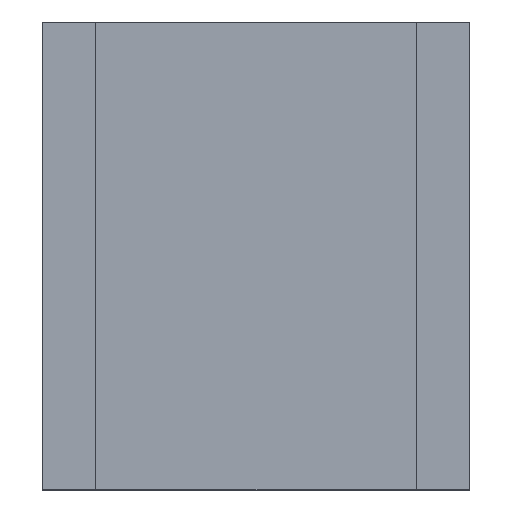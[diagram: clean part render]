
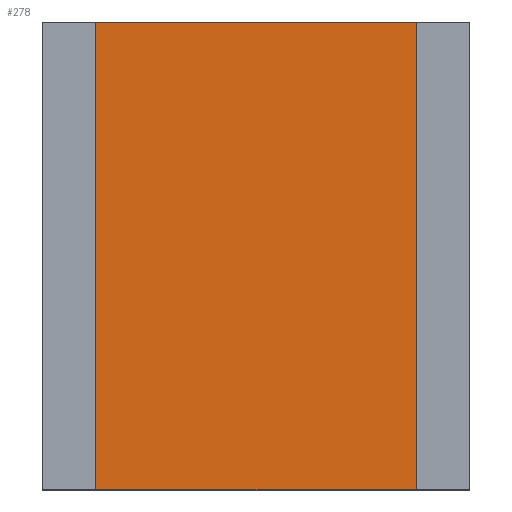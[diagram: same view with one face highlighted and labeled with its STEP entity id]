
A CAD part, top view. The second image highlights one B-rep face of the part: STEP entity #278.
In plain terms, the highlighted planar face has unit normal (0, 0, 1).
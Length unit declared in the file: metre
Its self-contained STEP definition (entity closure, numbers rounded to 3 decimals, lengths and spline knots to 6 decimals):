
#32=ORIENTED_EDGE('',*,*,#90,.F.);
#33=ORIENTED_EDGE('',*,*,#94,.T.);
#34=ORIENTED_EDGE('',*,*,#97,.T.);
#35=ORIENTED_EDGE('',*,*,#99,.F.);
#90=EDGE_CURVE('',#126,#127,#150,.T.);
#94=EDGE_CURVE('',#126,#129,#154,.T.);
#97=EDGE_CURVE('',#129,#131,#157,.T.);
#99=EDGE_CURVE('',#127,#131,#159,.T.);
#126=VERTEX_POINT('',#432);
#127=VERTEX_POINT('',#434);
#129=VERTEX_POINT('',#440);
#131=VERTEX_POINT('',#446);
#150=LINE('',#433,#186);
#154=LINE('',#441,#190);
#157=LINE('',#447,#193);
#159=LINE('',#450,#195);
#186=VECTOR('',#354,1.);
#190=VECTOR('',#360,1.);
#193=VECTOR('',#365,1.);
#195=VECTOR('',#369,1.);
#224=EDGE_LOOP('',(#32,#33,#34,#35));
#242=FACE_BOUND('',#224,.T.);
#260=PLANE('',#332);
#278=ADVANCED_FACE('',(#242),#260,.T.);
#332=AXIS2_PLACEMENT_3D('',#451,#370,#371);
#354=DIRECTION('',(1.,0.,0.));
#360=DIRECTION('',(0.,-1.,0.));
#365=DIRECTION('',(1.,0.,0.));
#369=DIRECTION('',(0.,-1.,0.));
#370=DIRECTION('',(0.,0.,1.));
#371=DIRECTION('',(1.,0.,0.));
#432=CARTESIAN_POINT('',(-0.0012,0.00175,0.0012));
#433=CARTESIAN_POINT('',(0.,0.00175,0.0012));
#434=CARTESIAN_POINT('',(0.0012,0.00175,0.0012));
#440=CARTESIAN_POINT('',(-0.0012,-0.00175,0.0012));
#441=CARTESIAN_POINT('',(-0.0012,0.,0.0012));
#446=CARTESIAN_POINT('',(0.0012,-0.00175,0.0012));
#447=CARTESIAN_POINT('',(0.,-0.00175,0.0012));
#450=CARTESIAN_POINT('',(0.0012,0.,0.0012));
#451=CARTESIAN_POINT('',(0.,0.,0.0012));
